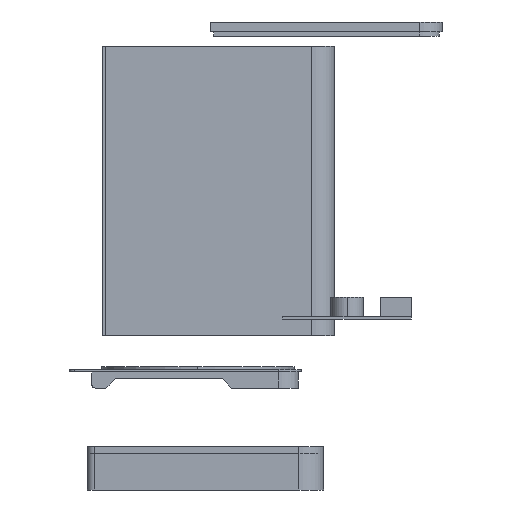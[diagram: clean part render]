
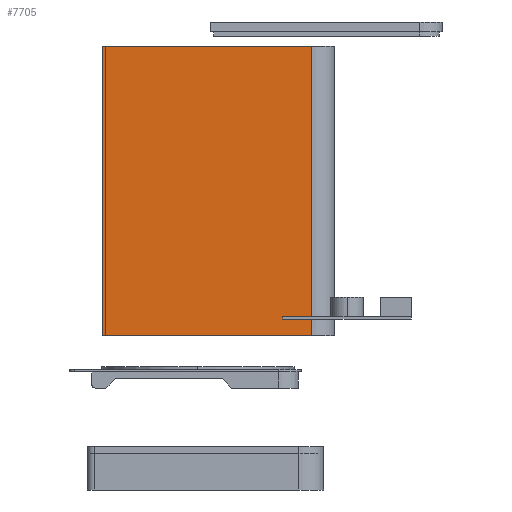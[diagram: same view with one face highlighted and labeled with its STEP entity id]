
A CAD part, left-side view. The second image highlights one B-rep face of the part: STEP entity #7705.
In plain terms, the highlighted planar face has unit normal (-1, 0, 0).
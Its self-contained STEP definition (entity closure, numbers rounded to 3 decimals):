
#48 = VECTOR ( 'NONE', #2819, 1000. ) ;
#96 = CARTESIAN_POINT ( 'NONE',  ( -72., 72., 180. ) ) ;
#742 = VERTEX_POINT ( 'NONE', #1680 ) ;
#1023 = PLANE ( 'NONE',  #9591 ) ;
#1348 = LINE ( 'NONE', #7643, #48 ) ;
#1468 = VERTEX_POINT ( 'NONE', #96 ) ;
#1680 = CARTESIAN_POINT ( 'NONE',  ( -72., 72., 0. ) ) ;
#1683 = EDGE_CURVE ( 'NONE', #1468, #7671, #1348, .T. ) ;
#2212 = LINE ( 'NONE', #4490, #3587 ) ;
#2568 = ORIENTED_EDGE ( 'NONE', *, *, #3538, .T. ) ;
#2819 = DIRECTION ( 'NONE',  ( 0., -1., 0. ) ) ;
#3266 = VECTOR ( 'NONE', #6375, 1000. ) ;
#3538 = EDGE_CURVE ( 'NONE', #1468, #742, #2212, .T. ) ;
#3587 = VECTOR ( 'NONE', #9993, 1000. ) ;
#3628 = DIRECTION ( 'NONE',  ( 0., -1., 0. ) ) ;
#4430 = LINE ( 'NONE', #8975, #6059 ) ;
#4490 = CARTESIAN_POINT ( 'NONE',  ( -72., 72., 180. ) ) ;
#6059 = VECTOR ( 'NONE', #3628, 1000. ) ;
#6375 = DIRECTION ( 'NONE',  ( 0., 0., -1. ) ) ;
#6660 = EDGE_CURVE ( 'NONE', #7671, #8178, #7247, .T. ) ;
#7220 = CARTESIAN_POINT ( 'NONE',  ( -72., -58., 180. ) ) ;
#7247 = LINE ( 'NONE', #9432, #3266 ) ;
#7643 = CARTESIAN_POINT ( 'NONE',  ( -72., -58., 180. ) ) ;
#7671 = VERTEX_POINT ( 'NONE', #9712 ) ;
#7705 = ADVANCED_FACE ( 'NONE', ( #8897 ), #1023, .F. ) ;
#7736 = ORIENTED_EDGE ( 'NONE', *, *, #6660, .F. ) ;
#8178 = VERTEX_POINT ( 'NONE', #9988 ) ;
#8799 = DIRECTION ( 'NONE',  ( 0., 0., -1. ) ) ;
#8897 = FACE_OUTER_BOUND ( 'NONE', #9348, .T. ) ;
#8926 = ORIENTED_EDGE ( 'NONE', *, *, #1683, .F. ) ;
#8975 = CARTESIAN_POINT ( 'NONE',  ( -72., -58., 0. ) ) ;
#9348 = EDGE_LOOP ( 'NONE', ( #9618, #7736, #8926, #2568 ) ) ;
#9432 = CARTESIAN_POINT ( 'NONE',  ( -72., -58., 180. ) ) ;
#9528 = EDGE_CURVE ( 'NONE', #742, #8178, #4430, .T. ) ;
#9559 = DIRECTION ( 'NONE',  ( 1., 0., 0. ) ) ;
#9591 = AXIS2_PLACEMENT_3D ( 'NONE', #7220, #9559, #8799 ) ;
#9618 = ORIENTED_EDGE ( 'NONE', *, *, #9528, .T. ) ;
#9712 = CARTESIAN_POINT ( 'NONE',  ( -72., -58., 180. ) ) ;
#9988 = CARTESIAN_POINT ( 'NONE',  ( -72., -58., 0. ) ) ;
#9993 = DIRECTION ( 'NONE',  ( 0., 0., -1. ) ) ;
